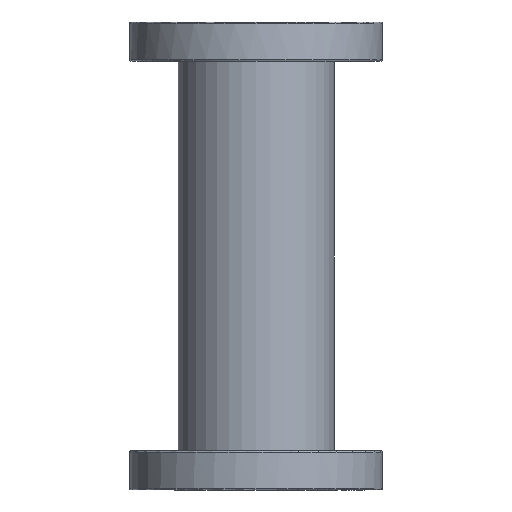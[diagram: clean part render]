
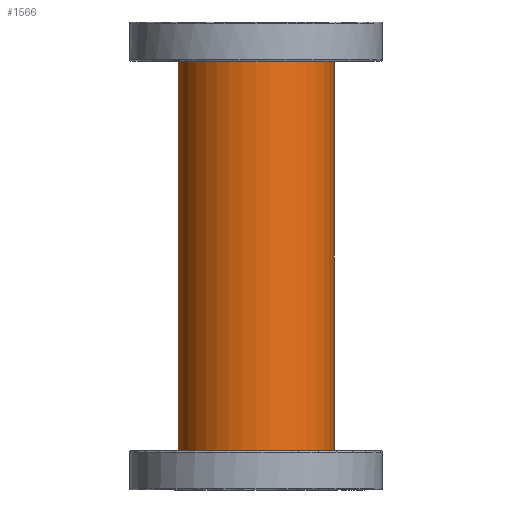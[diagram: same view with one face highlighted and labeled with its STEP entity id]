
A CAD part, front view. The second image highlights one B-rep face of the part: STEP entity #1566.
In plain terms, the highlighted cylindrical face has radius 35 mm (diameter 70 mm), a full revolution.
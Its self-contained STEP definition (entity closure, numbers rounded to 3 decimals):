
#1504=CARTESIAN_POINT('',(-35.,0.,305.8));
#1505=VERTEX_POINT('',#1504);
#1506=CARTESIAN_POINT('',(0.,0.,305.8));
#1507=DIRECTION('',(0.0,0.0,1.0));
#1508=DIRECTION('',(-1.0,0.0,0.0));
#1509=AXIS2_PLACEMENT_3D('',#1506,#1507,#1508);
#1510=CIRCLE('',#1509,35.0);
#1511=EDGE_CURVE('',#1505,#1505,#1510,.T.);
#1547=CARTESIAN_POINT('',(0.,0.,0.));
#1548=DIRECTION('',(0.,0.,1.0));
#1549=DIRECTION('',(-1.0,0.0,0.0));
#1550=AXIS2_PLACEMENT_3D('',#1547,#1548,#1549);
#1551=CYLINDRICAL_SURFACE('',#1550,35.0);
#1552=ORIENTED_EDGE('',*,*,#1511,.T.);
#1553=EDGE_LOOP('',(#1552));
#1554=FACE_OUTER_BOUND('',#1553,.T.);
#1555=CARTESIAN_POINT('',(35.,0.,500.));
#1556=VERTEX_POINT('',#1555);
#1557=CARTESIAN_POINT('',(0.,0.,500.));
#1558=DIRECTION('',(0.0,0.0,-1.0));
#1559=DIRECTION('',(-1.0,0.0,0.0));
#1560=AXIS2_PLACEMENT_3D('',#1557,#1558,#1559);
#1561=CIRCLE('',#1560,35.0);
#1562=EDGE_CURVE('',#1556,#1556,#1561,.T.);
#1563=ORIENTED_EDGE('',*,*,#1562,.T.);
#1564=EDGE_LOOP('',(#1563));
#1565=FACE_BOUND('',#1564,.T.);
#1566=ADVANCED_FACE('',(#1554,#1565),#1551,.T.);
